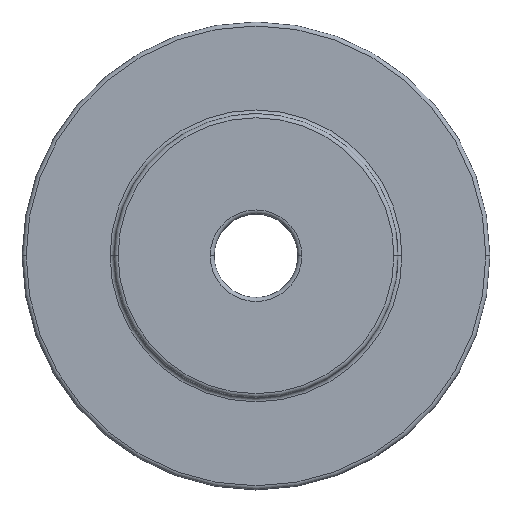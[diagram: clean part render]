
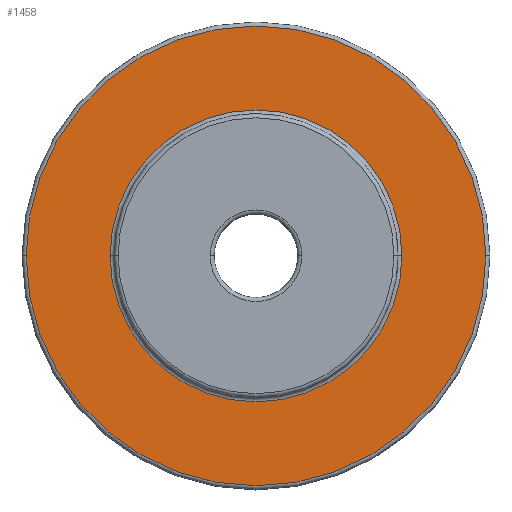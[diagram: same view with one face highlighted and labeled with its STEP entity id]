
A CAD part, top view. The second image highlights one B-rep face of the part: STEP entity #1458.
In plain terms, the highlighted planar face has unit normal (0, 0, 1).
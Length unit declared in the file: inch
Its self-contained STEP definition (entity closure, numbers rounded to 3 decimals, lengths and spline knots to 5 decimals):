
#52 = CIRCLE ( 'NONE', #5500, 0.546 ) ;
#146 = EDGE_CURVE ( 'NONE', #2834, #4218, #4094, .T. ) ;
#188 = CARTESIAN_POINT ( 'NONE',  ( -0.86, 0., 0.0475 ) ) ;
#547 = DIRECTION ( 'NONE',  ( 0., 0., -1. ) ) ;
#852 = CIRCLE ( 'NONE', #5295, 0.546 ) ;
#1011 = EDGE_LOOP ( 'NONE', ( #5009, #5280 ) ) ;
#1191 = CIRCLE ( 'NONE', #4925, 0.86 ) ;
#1212 = VERTEX_POINT ( 'NONE', #3533 ) ;
#1267 = EDGE_CURVE ( 'NONE', #4924, #1212, #52, .T. ) ;
#1348 = DIRECTION ( 'NONE',  ( -1., 0., 0. ) ) ;
#1403 = CARTESIAN_POINT ( 'NONE',  ( 0., -0.531, 0.0475 ) ) ;
#1429 = EDGE_CURVE ( 'NONE', #1212, #4924, #852, .T. ) ;
#1458 = ADVANCED_FACE ( 'NONE', ( #3418, #4634 ), #5098, .F. ) ;
#1731 = AXIS2_PLACEMENT_3D ( 'NONE', #5675, #2491, #4416 ) ;
#1749 = CARTESIAN_POINT ( 'NONE',  ( 0.86, 0., 0.0475 ) ) ;
#1751 = EDGE_CURVE ( 'NONE', #4218, #2834, #1191, .T. ) ;
#2138 = ORIENTED_EDGE ( 'NONE', *, *, #1267, .T. ) ;
#2256 = CARTESIAN_POINT ( 'NONE',  ( 0., 0., 0.0475 ) ) ;
#2339 = DIRECTION ( 'NONE',  ( -1., 0., 0. ) ) ;
#2491 = DIRECTION ( 'NONE',  ( 0., 0., 1. ) ) ;
#2780 = CARTESIAN_POINT ( 'NONE',  ( 0., 0., 0.0475 ) ) ;
#2834 = VERTEX_POINT ( 'NONE', #188 ) ;
#3273 = DIRECTION ( 'NONE',  ( 0., 0., -1. ) ) ;
#3354 = EDGE_LOOP ( 'NONE', ( #2138, #3361 ) ) ;
#3361 = ORIENTED_EDGE ( 'NONE', *, *, #1429, .T. ) ;
#3418 = FACE_OUTER_BOUND ( 'NONE', #1011, .T. ) ;
#3533 = CARTESIAN_POINT ( 'NONE',  ( 0.546, 0., 0.0475 ) ) ;
#3657 = CARTESIAN_POINT ( 'NONE',  ( 0., 0., 0.0475 ) ) ;
#3729 = DIRECTION ( 'NONE',  ( -1., 0., 0. ) ) ;
#4052 = DIRECTION ( 'NONE',  ( 0., 0., -1. ) ) ;
#4094 = CIRCLE ( 'NONE', #1731, 0.86 ) ;
#4105 = DIRECTION ( 'NONE',  ( -1., 0., 0. ) ) ;
#4218 = VERTEX_POINT ( 'NONE', #1749 ) ;
#4416 = DIRECTION ( 'NONE',  ( -1., 0., 0. ) ) ;
#4492 = CARTESIAN_POINT ( 'NONE',  ( -0.546, 0., 0.0475 ) ) ;
#4531 = DIRECTION ( 'NONE',  ( 0., 0., 1. ) ) ;
#4563 = AXIS2_PLACEMENT_3D ( 'NONE', #1403, #3273, #3729 ) ;
#4634 = FACE_BOUND ( 'NONE', #3354, .T. ) ;
#4924 = VERTEX_POINT ( 'NONE', #4492 ) ;
#4925 = AXIS2_PLACEMENT_3D ( 'NONE', #2256, #4531, #4105 ) ;
#5009 = ORIENTED_EDGE ( 'NONE', *, *, #146, .T. ) ;
#5098 = PLANE ( 'NONE',  #4563 ) ;
#5280 = ORIENTED_EDGE ( 'NONE', *, *, #1751, .T. ) ;
#5295 = AXIS2_PLACEMENT_3D ( 'NONE', #2780, #547, #2339 ) ;
#5500 = AXIS2_PLACEMENT_3D ( 'NONE', #3657, #4052, #1348 ) ;
#5675 = CARTESIAN_POINT ( 'NONE',  ( 0., 0., 0.0475 ) ) ;
